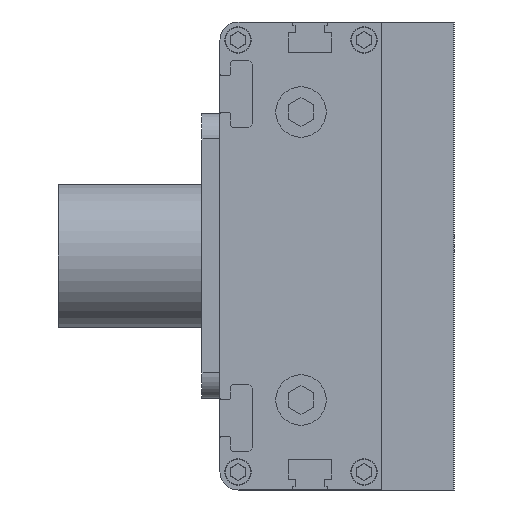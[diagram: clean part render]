
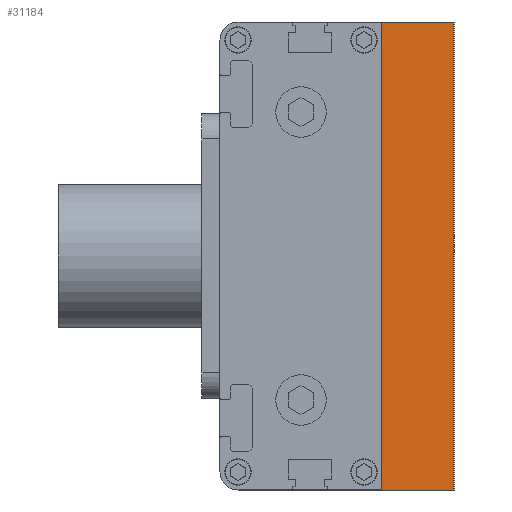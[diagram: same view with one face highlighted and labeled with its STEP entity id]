
A CAD part, left-side view. The second image highlights one B-rep face of the part: STEP entity #31184.
In plain terms, the highlighted planar face has unit normal (-1, 0, 0).
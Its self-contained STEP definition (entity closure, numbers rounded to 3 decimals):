
#2373 = ORIENTED_EDGE ( 'NONE', *, *, #35291, .F. ) ;
#2464 = EDGE_CURVE ( 'NONE', #8039, #8987, #11185, .T. ) ;
#2664 = EDGE_CURVE ( 'NONE', #8039, #14788, #32951, .T. ) ;
#3455 = CARTESIAN_POINT ( 'NONE',  ( -761., -20., -65. ) ) ;
#3735 = DIRECTION ( 'NONE',  ( 0., 1., 0. ) ) ;
#4118 = ORIENTED_EDGE ( 'NONE', *, *, #2664, .T. ) ;
#4708 = CARTESIAN_POINT ( 'NONE',  ( -761., -20., 65. ) ) ;
#5459 = VECTOR ( 'NONE', #13669, 1000. ) ;
#6574 = CARTESIAN_POINT ( 'NONE',  ( -761., -20., -65. ) ) ;
#8039 = VERTEX_POINT ( 'NONE', #8931 ) ;
#8637 = AXIS2_PLACEMENT_3D ( 'NONE', #10192, #25274, #34051 ) ;
#8931 = CARTESIAN_POINT ( 'NONE',  ( -761., -20., 65. ) ) ;
#8987 = VERTEX_POINT ( 'NONE', #3455 ) ;
#9444 = DIRECTION ( 'NONE',  ( 0., 0., -1. ) ) ;
#10192 = CARTESIAN_POINT ( 'NONE',  ( -761., -20., 65. ) ) ;
#11142 = ORIENTED_EDGE ( 'NONE', *, *, #18908, .T. ) ;
#11185 = LINE ( 'NONE', #4708, #5459 ) ;
#12899 = CARTESIAN_POINT ( 'NONE',  ( -761., -20., 65. ) ) ;
#13669 = DIRECTION ( 'NONE',  ( 0., 0., -1. ) ) ;
#14788 = VERTEX_POINT ( 'NONE', #15854 ) ;
#14796 = LINE ( 'NONE', #35610, #23192 ) ;
#15854 = CARTESIAN_POINT ( 'NONE',  ( -761., 0., 65. ) ) ;
#16227 = EDGE_LOOP ( 'NONE', ( #11142, #2373, #28230, #4118 ) ) ;
#18214 = DIRECTION ( 'NONE',  ( 0., 1., 0. ) ) ;
#18908 = EDGE_CURVE ( 'NONE', #14788, #24067, #14796, .T. ) ;
#23161 = VECTOR ( 'NONE', #3735, 1000. ) ;
#23192 = VECTOR ( 'NONE', #9444, 1000. ) ;
#24067 = VERTEX_POINT ( 'NONE', #36325 ) ;
#24837 = VECTOR ( 'NONE', #18214, 1000. ) ;
#25274 = DIRECTION ( 'NONE',  ( 1., 0., 0. ) ) ;
#27386 = LINE ( 'NONE', #6574, #24837 ) ;
#28230 = ORIENTED_EDGE ( 'NONE', *, *, #2464, .F. ) ;
#31184 = ADVANCED_FACE ( 'NONE', ( #36729 ), #31192, .F. ) ;
#31192 = PLANE ( 'NONE',  #8637 ) ;
#32951 = LINE ( 'NONE', #12899, #23161 ) ;
#34051 = DIRECTION ( 'NONE',  ( 0., 0., -1. ) ) ;
#35291 = EDGE_CURVE ( 'NONE', #8987, #24067, #27386, .T. ) ;
#35610 = CARTESIAN_POINT ( 'NONE',  ( -761., 0., 65. ) ) ;
#36325 = CARTESIAN_POINT ( 'NONE',  ( -761., 0., -65. ) ) ;
#36729 = FACE_OUTER_BOUND ( 'NONE', #16227, .T. ) ;
